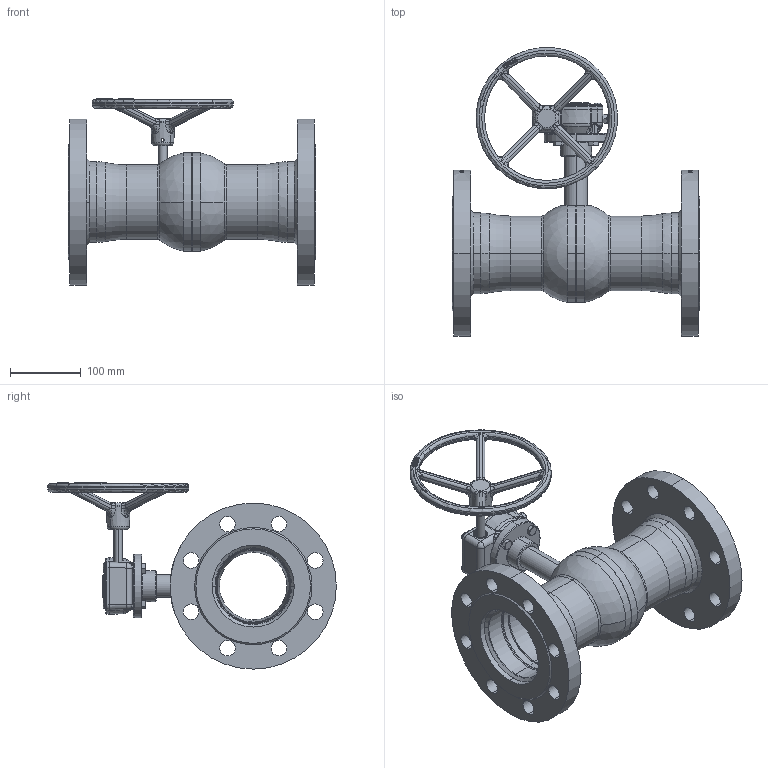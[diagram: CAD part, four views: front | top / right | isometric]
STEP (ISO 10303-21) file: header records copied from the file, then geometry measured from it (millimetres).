
FILE_DESCRIPTION (( 'STEP AP214' ), '1' );
FILE_NAME ('8500425100 480.step', '2025-05-29T08:14:02', ( '' ), ( '' ), 'SwSTEP 2.0', 'SolidWorks 2023', '' );
FILE_SCHEMA (( 'AUTOMOTIVE_DESIGN' ));
Products named in the file (1): 8500425100 480
Bounding box: 350 x 408.26 x 263.5 mm (x, y, z)
Surface area: 467535.2 mm2 (no closed solid volume)
Topology: 0 solids, 42 shells, 901 faces, 3070 edges, 2136 vertices
Faces by surface type: plane 272, bspline 227, cylinder 199, cone 126, torus 58, sphere 19
Entity records: 62967 total; most frequent: CARTESIAN_POINT 39640, ORIENTED_EDGE 4919, DIRECTION 4096, EDGE_CURVE 3058, VERTEX_POINT 2136, AXIS2_PLACEMENT_3D 1603, B_SPLINE_CURVE_WITH_KNOTS 1077, EDGE_LOOP 1032
